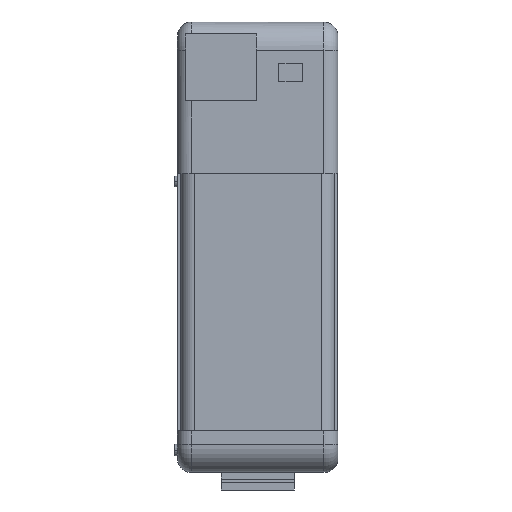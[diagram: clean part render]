
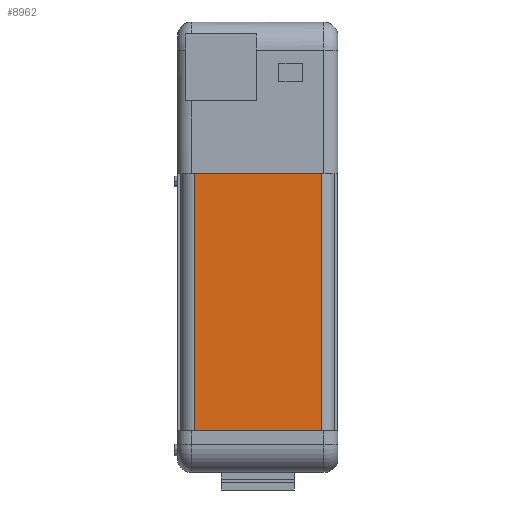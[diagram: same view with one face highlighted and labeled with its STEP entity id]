
A CAD part, front view. The second image highlights one B-rep face of the part: STEP entity #8962.
In plain terms, the highlighted planar face has unit normal (0, -1, 0).
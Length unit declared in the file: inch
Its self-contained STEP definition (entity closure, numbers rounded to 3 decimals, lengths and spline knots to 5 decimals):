
#238 = VECTOR ( 'NONE', #7876, 39.37008 ) ;
#371 = VERTEX_POINT ( 'NONE', #10517 ) ;
#561 = VERTEX_POINT ( 'NONE', #5704 ) ;
#1225 = VECTOR ( 'NONE', #9014, 39.37008 ) ;
#1559 = VECTOR ( 'NONE', #8426, 39.37008 ) ;
#1878 = LINE ( 'NONE', #7367, #1559 ) ;
#3384 = CARTESIAN_POINT ( 'NONE',  ( 0.5625, -2.9225, 0.655 ) ) ;
#3843 = EDGE_LOOP ( 'NONE', ( #13258, #5152, #13173, #11720 ) ) ;
#4422 = VECTOR ( 'NONE', #12407, 39.37008 ) ;
#4447 = DIRECTION ( 'NONE',  ( 0., 0., -1. ) ) ;
#5152 = ORIENTED_EDGE ( 'NONE', *, *, #5543, .F. ) ;
#5245 = FACE_OUTER_BOUND ( 'NONE', #3843, .T. ) ;
#5501 = AXIS2_PLACEMENT_3D ( 'NONE', #3384, #10687, #4447 ) ;
#5543 = EDGE_CURVE ( 'NONE', #371, #561, #1878, .T. ) ;
#5630 = VERTEX_POINT ( 'NONE', #9658 ) ;
#5704 = CARTESIAN_POINT ( 'NONE',  ( 0.5625, -2.9225, -1.63 ) ) ;
#5742 = EDGE_CURVE ( 'NONE', #5630, #5873, #5805, .T. ) ;
#5805 = LINE ( 'NONE', #6829, #238 ) ;
#5816 = EDGE_CURVE ( 'NONE', #561, #5873, #12189, .T. ) ;
#5873 = VERTEX_POINT ( 'NONE', #8191 ) ;
#6829 = CARTESIAN_POINT ( 'NONE',  ( -0.5625, -2.9225, 0.655 ) ) ;
#7130 = EDGE_CURVE ( 'NONE', #371, #5630, #12784, .T. ) ;
#7367 = CARTESIAN_POINT ( 'NONE',  ( 0.5625, -2.9225, 0.655 ) ) ;
#7876 = DIRECTION ( 'NONE',  ( 0., 0., -1. ) ) ;
#7970 = CARTESIAN_POINT ( 'NONE',  ( 0.5625, -2.9225, -1.63 ) ) ;
#8191 = CARTESIAN_POINT ( 'NONE',  ( -0.5625, -2.9225, -1.63 ) ) ;
#8426 = DIRECTION ( 'NONE',  ( 0., 0., -1. ) ) ;
#8962 = ADVANCED_FACE ( 'NONE', ( #5245 ), #9578, .T. ) ;
#9014 = DIRECTION ( 'NONE',  ( -1., 0., 0. ) ) ;
#9578 = PLANE ( 'NONE',  #5501 ) ;
#9658 = CARTESIAN_POINT ( 'NONE',  ( -0.5625, -2.9225, 0.655 ) ) ;
#10517 = CARTESIAN_POINT ( 'NONE',  ( 0.5625, -2.9225, 0.655 ) ) ;
#10687 = DIRECTION ( 'NONE',  ( 0., -1., 0. ) ) ;
#11720 = ORIENTED_EDGE ( 'NONE', *, *, #5742, .T. ) ;
#12189 = LINE ( 'NONE', #7970, #1225 ) ;
#12407 = DIRECTION ( 'NONE',  ( -1., 0., 0. ) ) ;
#12784 = LINE ( 'NONE', #13478, #4422 ) ;
#13173 = ORIENTED_EDGE ( 'NONE', *, *, #7130, .T. ) ;
#13258 = ORIENTED_EDGE ( 'NONE', *, *, #5816, .F. ) ;
#13478 = CARTESIAN_POINT ( 'NONE',  ( 0.5625, -2.9225, 0.655 ) ) ;
